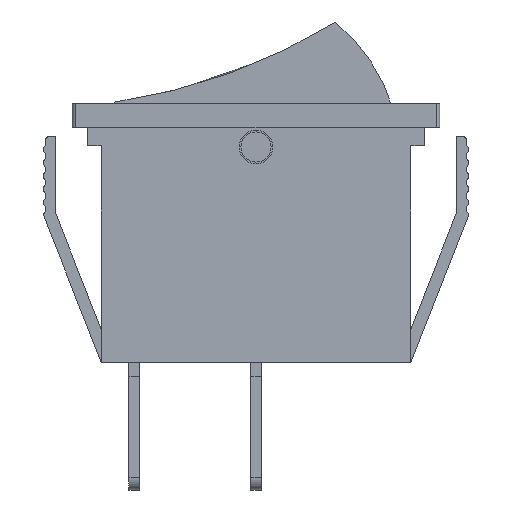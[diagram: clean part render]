
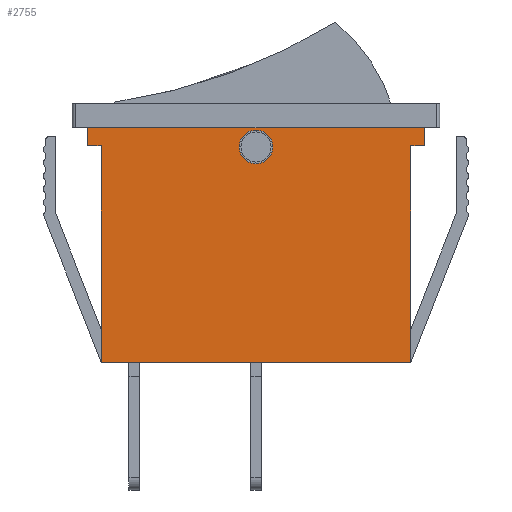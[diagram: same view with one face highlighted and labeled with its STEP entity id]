
A CAD part, front view. The second image highlights one B-rep face of the part: STEP entity #2755.
In plain terms, the highlighted planar face has unit normal (0, -1, 0).
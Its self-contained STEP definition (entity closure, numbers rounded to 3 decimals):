
#130=CIRCLE('',#3124,1.4);
#449=ORIENTED_EDGE('',*,*,#1228,.T.);
#450=ORIENTED_EDGE('',*,*,#1216,.F.);
#451=ORIENTED_EDGE('',*,*,#1227,.F.);
#452=ORIENTED_EDGE('',*,*,#1204,.T.);
#453=ORIENTED_EDGE('',*,*,#1229,.F.);
#454=ORIENTED_EDGE('',*,*,#1158,.T.);
#455=ORIENTED_EDGE('',*,*,#1200,.T.);
#456=ORIENTED_EDGE('',*,*,#1230,.T.);
#457=ORIENTED_EDGE('',*,*,#1231,.T.);
#1158=EDGE_CURVE('',#1549,#1548,#1794,.T.);
#1200=EDGE_CURVE('',#1548,#1589,#1832,.T.);
#1204=EDGE_CURVE('',#1593,#1592,#1836,.T.);
#1216=EDGE_CURVE('',#1604,#1605,#1844,.T.);
#1227=EDGE_CURVE('',#1593,#1604,#1855,.T.);
#1228=EDGE_CURVE('',#1606,#1606,#130,.T.);
#1229=EDGE_CURVE('',#1549,#1592,#1856,.T.);
#1230=EDGE_CURVE('',#1589,#1607,#1857,.T.);
#1231=EDGE_CURVE('',#1607,#1605,#1858,.T.);
#1548=VERTEX_POINT('',#4318);
#1549=VERTEX_POINT('',#4320);
#1589=VERTEX_POINT('',#4404);
#1592=VERTEX_POINT('',#4412);
#1593=VERTEX_POINT('',#4414);
#1604=VERTEX_POINT('',#4437);
#1605=VERTEX_POINT('',#4439);
#1606=VERTEX_POINT('',#4458);
#1607=VERTEX_POINT('',#4461);
#1794=LINE('',#4319,#2069);
#1832=LINE('',#4405,#2107);
#1836=LINE('',#4413,#2111);
#1844=LINE('',#4438,#2119);
#1855=LINE('',#4455,#2130);
#1856=LINE('',#4459,#2131);
#1857=LINE('',#4460,#2132);
#1858=LINE('',#4462,#2133);
#2069=VECTOR('',#3491,1000.);
#2107=VECTOR('',#3543,1000.);
#2111=VECTOR('',#3549,1000.);
#2119=VECTOR('',#3567,1000.);
#2130=VECTOR('',#3588,1000.);
#2131=VECTOR('',#3593,1000.);
#2132=VECTOR('',#3594,1000.);
#2133=VECTOR('',#3595,1000.);
#2310=EDGE_LOOP('',(#449));
#2311=EDGE_LOOP('',(#450,#451,#452,#453,#454,#455,#456,#457));
#2491=FACE_BOUND('',#2310,.T.);
#2492=FACE_BOUND('',#2311,.T.);
#2654=PLANE('',#3123);
#2755=ADVANCED_FACE('',(#2491,#2492),#2654,.T.);
#3123=AXIS2_PLACEMENT_3D('',#4456,#3589,#3590);
#3124=AXIS2_PLACEMENT_3D('',#4457,#3591,#3592);
#3491=DIRECTION('',(1.,0.,0.));
#3543=DIRECTION('',(0.,0.,1.));
#3549=DIRECTION('',(1.,0.,0.));
#3567=DIRECTION('',(1.,0.,0.));
#3588=DIRECTION('',(0.,0.,1.));
#3589=DIRECTION('',(0.,-1.,0.));
#3590=DIRECTION('',(1.,0.,0.));
#3591=DIRECTION('',(0.,1.,0.));
#3592=DIRECTION('',(1.,0.,0.));
#3593=DIRECTION('',(0.,0.,1.));
#3594=DIRECTION('',(1.,0.,0.));
#3595=DIRECTION('',(0.,0.,1.));
#4318=CARTESIAN_POINT('',(12.85,-5.25,-21.5));
#4319=CARTESIAN_POINT('',(-12.85,-5.25,-21.5));
#4320=CARTESIAN_POINT('',(-12.85,-5.25,-21.5));
#4404=CARTESIAN_POINT('',(12.85,-5.25,-3.5));
#4405=CARTESIAN_POINT('',(12.85,-5.25,-21.5));
#4412=CARTESIAN_POINT('',(-12.85,-5.25,-3.5));
#4413=CARTESIAN_POINT('',(-14.,-5.25,-3.5));
#4414=CARTESIAN_POINT('',(-14.,-5.25,-3.5));
#4437=CARTESIAN_POINT('',(-14.,-5.25,-2.));
#4438=CARTESIAN_POINT('',(-14.,-5.25,-2.));
#4439=CARTESIAN_POINT('',(14.,-5.25,-2.));
#4455=CARTESIAN_POINT('',(-14.,-5.25,-3.5));
#4456=CARTESIAN_POINT('',(-14.,-5.25,-3.5));
#4457=CARTESIAN_POINT('',(0.,-5.25,-3.6));
#4458=CARTESIAN_POINT('',(1.4,-5.25,-3.6));
#4459=CARTESIAN_POINT('',(-12.85,-5.25,-21.5));
#4460=CARTESIAN_POINT('',(-14.,-5.25,-3.5));
#4461=CARTESIAN_POINT('',(14.,-5.25,-3.5));
#4462=CARTESIAN_POINT('',(14.,-5.25,-3.5));
